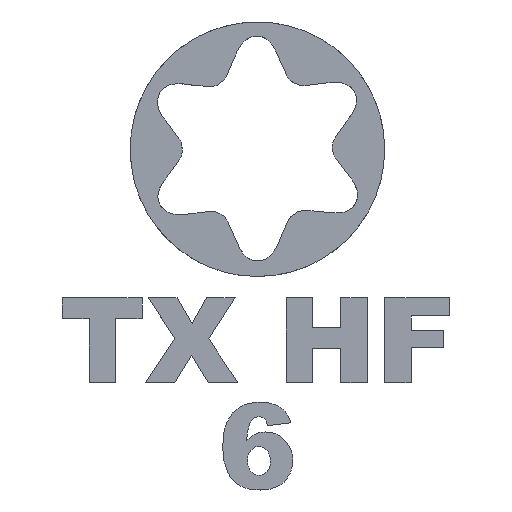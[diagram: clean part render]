
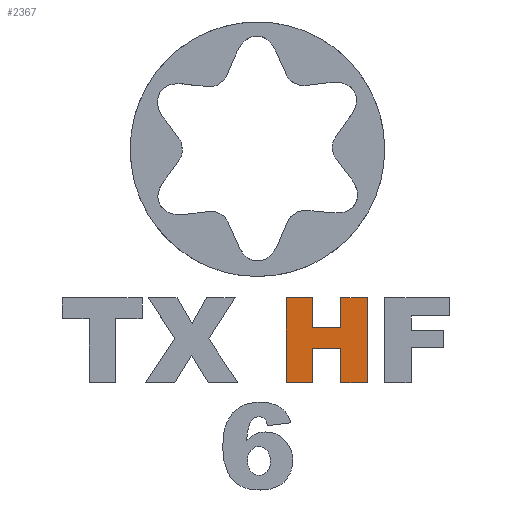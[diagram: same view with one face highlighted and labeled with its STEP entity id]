
A CAD part, top view. The second image highlights one B-rep face of the part: STEP entity #2367.
In plain terms, the highlighted planar face has unit normal (0, 0, 1).
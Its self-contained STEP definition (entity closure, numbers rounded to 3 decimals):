
#155=PLANE('',#2447);
#283=FACE_OUTER_BOUND('',#415,.T.);
#415=EDGE_LOOP('',(#2119,#2120,#2121,#2122,#2123,#2124,#2125,#2126,#2127,
#2128,#2129,#2130));
#573=LINE('',#4344,#787);
#577=LINE('',#4352,#791);
#580=LINE('',#4358,#794);
#583=LINE('',#4364,#797);
#586=LINE('',#4370,#800);
#589=LINE('',#4376,#803);
#592=LINE('',#4382,#806);
#595=LINE('',#4388,#809);
#598=LINE('',#4394,#812);
#601=LINE('',#4400,#815);
#604=LINE('',#4406,#818);
#607=LINE('',#4411,#821);
#787=VECTOR('',#2675,10.);
#791=VECTOR('',#2681,10.);
#794=VECTOR('',#2686,10.);
#797=VECTOR('',#2691,10.);
#800=VECTOR('',#2696,10.);
#803=VECTOR('',#2701,10.);
#806=VECTOR('',#2706,10.);
#809=VECTOR('',#2711,10.);
#812=VECTOR('',#2716,10.);
#815=VECTOR('',#2721,10.);
#818=VECTOR('',#2726,10.);
#821=VECTOR('',#2731,10.);
#1123=VERTEX_POINT('',#4342);
#1124=VERTEX_POINT('',#4343);
#1127=VERTEX_POINT('',#4351);
#1129=VERTEX_POINT('',#4357);
#1131=VERTEX_POINT('',#4363);
#1133=VERTEX_POINT('',#4369);
#1135=VERTEX_POINT('',#4375);
#1137=VERTEX_POINT('',#4381);
#1139=VERTEX_POINT('',#4387);
#1141=VERTEX_POINT('',#4393);
#1143=VERTEX_POINT('',#4399);
#1145=VERTEX_POINT('',#4405);
#1447=EDGE_CURVE('',#1123,#1124,#573,.T.);
#1451=EDGE_CURVE('',#1127,#1123,#577,.T.);
#1454=EDGE_CURVE('',#1129,#1127,#580,.T.);
#1457=EDGE_CURVE('',#1131,#1129,#583,.T.);
#1460=EDGE_CURVE('',#1133,#1131,#586,.T.);
#1463=EDGE_CURVE('',#1135,#1133,#589,.T.);
#1466=EDGE_CURVE('',#1137,#1135,#592,.T.);
#1469=EDGE_CURVE('',#1139,#1137,#595,.T.);
#1472=EDGE_CURVE('',#1141,#1139,#598,.T.);
#1475=EDGE_CURVE('',#1143,#1141,#601,.T.);
#1478=EDGE_CURVE('',#1145,#1143,#604,.T.);
#1481=EDGE_CURVE('',#1124,#1145,#607,.T.);
#2119=ORIENTED_EDGE('',*,*,#1481,.F.);
#2120=ORIENTED_EDGE('',*,*,#1447,.F.);
#2121=ORIENTED_EDGE('',*,*,#1451,.F.);
#2122=ORIENTED_EDGE('',*,*,#1454,.F.);
#2123=ORIENTED_EDGE('',*,*,#1457,.F.);
#2124=ORIENTED_EDGE('',*,*,#1460,.F.);
#2125=ORIENTED_EDGE('',*,*,#1463,.F.);
#2126=ORIENTED_EDGE('',*,*,#1466,.F.);
#2127=ORIENTED_EDGE('',*,*,#1469,.F.);
#2128=ORIENTED_EDGE('',*,*,#1472,.F.);
#2129=ORIENTED_EDGE('',*,*,#1475,.F.);
#2130=ORIENTED_EDGE('',*,*,#1478,.F.);
#2367=ADVANCED_FACE('',(#283),#155,.T.);
#2447=AXIS2_PLACEMENT_3D('',#4413,#2733,#2734);
#2675=DIRECTION('',(-1.,0.,0.));
#2681=DIRECTION('',(0.,-1.,0.));
#2686=DIRECTION('',(-1.,0.,0.));
#2691=DIRECTION('',(0.,1.,0.));
#2696=DIRECTION('',(-1.,0.,0.));
#2701=DIRECTION('',(0.,-1.,0.));
#2706=DIRECTION('',(1.,0.,0.));
#2711=DIRECTION('',(0.,1.,0.));
#2716=DIRECTION('',(1.,0.,0.));
#2721=DIRECTION('',(0.,-1.,0.));
#2726=DIRECTION('',(1.,0.,0.));
#2731=DIRECTION('',(0.,1.,0.));
#2733=DIRECTION('center_axis',(0.,0.,
1.));
#2734=DIRECTION('ref_axis',(-1.,0.,0.));
#4342=CARTESIAN_POINT('',(42.588,-194.001,0.));
#4343=CARTESIAN_POINT('',(41.352,-194.001,0.));
#4344=CARTESIAN_POINT('',(42.588,-194.001,0.));
#4351=CARTESIAN_POINT('',(42.588,-192.383,0.));
#4352=CARTESIAN_POINT('',(42.588,-192.383,0.));
#4357=CARTESIAN_POINT('',(43.939,-192.383,0.));
#4358=CARTESIAN_POINT('',(43.939,-192.383,0.));
#4363=CARTESIAN_POINT('',(43.939,-194.001,0.));
#4364=CARTESIAN_POINT('',(43.939,-194.001,0.));
#4369=CARTESIAN_POINT('',(45.18,-194.001,0.));
#4370=CARTESIAN_POINT('',(45.18,-194.001,0.));
#4375=CARTESIAN_POINT('',(45.18,-190.001,0.));
#4376=CARTESIAN_POINT('',(45.18,-190.001,0.));
#4381=CARTESIAN_POINT('',(43.939,-190.001,0.));
#4382=CARTESIAN_POINT('',(43.939,-190.001,0.));
#4387=CARTESIAN_POINT('',(43.939,-191.4,0.));
#4388=CARTESIAN_POINT('',(43.939,-191.4,0.));
#4393=CARTESIAN_POINT('',(42.588,-191.4,0.));
#4394=CARTESIAN_POINT('',(42.588,-191.4,0.));
#4399=CARTESIAN_POINT('',(42.588,-190.001,0.));
#4400=CARTESIAN_POINT('',(42.588,-190.001,0.));
#4405=CARTESIAN_POINT('',(41.352,-190.001,0.));
#4406=CARTESIAN_POINT('',(41.352,-190.001,0.));
#4411=CARTESIAN_POINT('',(41.352,-194.001,0.));
#4413=CARTESIAN_POINT('Origin',(43.266,-192.001,0.));
